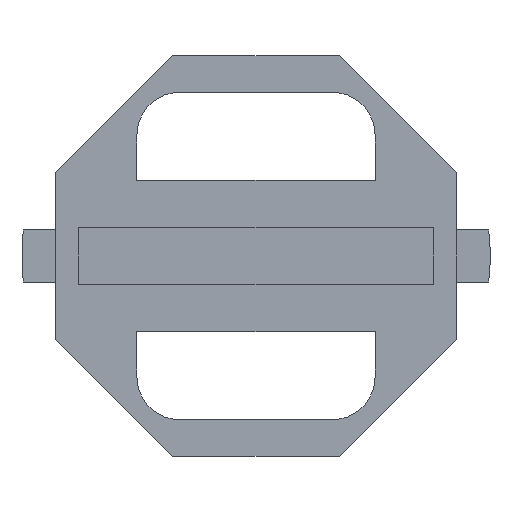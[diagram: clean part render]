
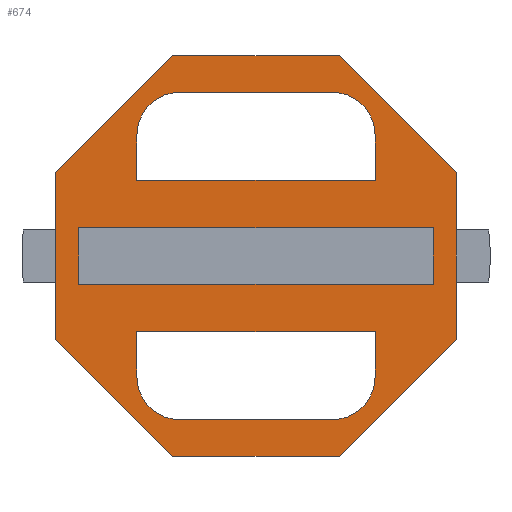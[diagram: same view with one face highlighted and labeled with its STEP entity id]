
A CAD part, front view. The second image highlights one B-rep face of the part: STEP entity #674.
In plain terms, the highlighted planar face has unit normal (0, -1, 0).
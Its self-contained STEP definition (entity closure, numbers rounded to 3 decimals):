
#15=FACE_BOUND('',#86,.T.);
#16=FACE_BOUND('',#87,.T.);
#17=FACE_BOUND('',#88,.T.);
#24=CIRCLE('',#728,1.5);
#25=CIRCLE('',#729,1.5);
#26=CIRCLE('',#730,1.5);
#27=CIRCLE('',#731,1.5);
#50=FACE_OUTER_BOUND('',#85,.T.);
#85=EDGE_LOOP('',(#489,#490,#491,#492,#493,#494,#495,#496));
#86=EDGE_LOOP('',(#497,#498,#499,#500,#501,#502));
#87=EDGE_LOOP('',(#503,#504,#505,#506,#507,#508));
#88=EDGE_LOOP('',(#509,#510,#511,#512));
#131=LINE('',#988,#215);
#135=LINE('',#996,#219);
#138=LINE('',#1002,#222);
#141=LINE('',#1007,#225);
#143=LINE('',#1012,#227);
#144=LINE('',#1014,#228);
#145=LINE('',#1016,#229);
#146=LINE('',#1018,#230);
#147=LINE('',#1020,#231);
#148=LINE('',#1022,#232);
#149=LINE('',#1024,#233);
#150=LINE('',#1025,#234);
#151=LINE('',#1030,#235);
#152=LINE('',#1032,#236);
#153=LINE('',#1034,#237);
#154=LINE('',#1037,#238);
#155=LINE('',#1042,#239);
#156=LINE('',#1044,#240);
#157=LINE('',#1046,#241);
#158=LINE('',#1049,#242);
#215=VECTOR('',#804,10.);
#219=VECTOR('',#810,10.);
#222=VECTOR('',#815,10.);
#225=VECTOR('',#820,10.);
#227=VECTOR('',#824,10.);
#228=VECTOR('',#825,10.);
#229=VECTOR('',#826,10.);
#230=VECTOR('',#827,10.);
#231=VECTOR('',#828,10.);
#232=VECTOR('',#829,10.);
#233=VECTOR('',#830,10.);
#234=VECTOR('',#831,10.);
#235=VECTOR('',#834,10.);
#236=VECTOR('',#835,10.);
#237=VECTOR('',#836,10.);
#238=VECTOR('',#839,10.);
#239=VECTOR('',#842,10.);
#240=VECTOR('',#843,10.);
#241=VECTOR('',#844,10.);
#242=VECTOR('',#847,10.);
#297=VERTEX_POINT('',#986);
#298=VERTEX_POINT('',#987);
#301=VERTEX_POINT('',#995);
#303=VERTEX_POINT('',#1001);
#305=VERTEX_POINT('',#1010);
#306=VERTEX_POINT('',#1011);
#307=VERTEX_POINT('',#1013);
#308=VERTEX_POINT('',#1015);
#309=VERTEX_POINT('',#1017);
#310=VERTEX_POINT('',#1019);
#311=VERTEX_POINT('',#1021);
#312=VERTEX_POINT('',#1023);
#313=VERTEX_POINT('',#1026);
#314=VERTEX_POINT('',#1027);
#315=VERTEX_POINT('',#1029);
#316=VERTEX_POINT('',#1031);
#317=VERTEX_POINT('',#1033);
#318=VERTEX_POINT('',#1035);
#319=VERTEX_POINT('',#1038);
#320=VERTEX_POINT('',#1039);
#321=VERTEX_POINT('',#1041);
#322=VERTEX_POINT('',#1043);
#323=VERTEX_POINT('',#1045);
#324=VERTEX_POINT('',#1047);
#367=EDGE_CURVE('',#297,#298,#131,.F.);
#371=EDGE_CURVE('',#298,#301,#135,.F.);
#374=EDGE_CURVE('',#301,#303,#138,.F.);
#377=EDGE_CURVE('',#303,#297,#141,.F.);
#379=EDGE_CURVE('',#305,#306,#143,.T.);
#380=EDGE_CURVE('',#307,#305,#144,.T.);
#381=EDGE_CURVE('',#308,#307,#145,.T.);
#382=EDGE_CURVE('',#309,#308,#146,.T.);
#383=EDGE_CURVE('',#310,#309,#147,.T.);
#384=EDGE_CURVE('',#311,#310,#148,.T.);
#385=EDGE_CURVE('',#312,#311,#149,.T.);
#386=EDGE_CURVE('',#306,#312,#150,.T.);
#387=EDGE_CURVE('',#313,#314,#24,.T.);
#388=EDGE_CURVE('',#315,#313,#151,.T.);
#389=EDGE_CURVE('',#316,#315,#152,.T.);
#390=EDGE_CURVE('',#317,#316,#153,.T.);
#391=EDGE_CURVE('',#318,#317,#25,.T.);
#392=EDGE_CURVE('',#314,#318,#154,.T.);
#393=EDGE_CURVE('',#319,#320,#26,.T.);
#394=EDGE_CURVE('',#321,#319,#155,.T.);
#395=EDGE_CURVE('',#322,#321,#156,.T.);
#396=EDGE_CURVE('',#323,#322,#157,.T.);
#397=EDGE_CURVE('',#324,#323,#27,.T.);
#398=EDGE_CURVE('',#320,#324,#158,.T.);
#489=ORIENTED_EDGE('',*,*,#379,.F.);
#490=ORIENTED_EDGE('',*,*,#380,.F.);
#491=ORIENTED_EDGE('',*,*,#381,.F.);
#492=ORIENTED_EDGE('',*,*,#382,.F.);
#493=ORIENTED_EDGE('',*,*,#383,.F.);
#494=ORIENTED_EDGE('',*,*,#384,.F.);
#495=ORIENTED_EDGE('',*,*,#385,.F.);
#496=ORIENTED_EDGE('',*,*,#386,.F.);
#497=ORIENTED_EDGE('',*,*,#387,.F.);
#498=ORIENTED_EDGE('',*,*,#388,.F.);
#499=ORIENTED_EDGE('',*,*,#389,.F.);
#500=ORIENTED_EDGE('',*,*,#390,.F.);
#501=ORIENTED_EDGE('',*,*,#391,.F.);
#502=ORIENTED_EDGE('',*,*,#392,.F.);
#503=ORIENTED_EDGE('',*,*,#393,.F.);
#504=ORIENTED_EDGE('',*,*,#394,.F.);
#505=ORIENTED_EDGE('',*,*,#395,.F.);
#506=ORIENTED_EDGE('',*,*,#396,.F.);
#507=ORIENTED_EDGE('',*,*,#397,.F.);
#508=ORIENTED_EDGE('',*,*,#398,.F.);
#509=ORIENTED_EDGE('',*,*,#374,.T.);
#510=ORIENTED_EDGE('',*,*,#377,.T.);
#511=ORIENTED_EDGE('',*,*,#367,.T.);
#512=ORIENTED_EDGE('',*,*,#371,.T.);
#643=PLANE('',#727);
#674=ADVANCED_FACE('',(#50,#15,#16,#17),#643,.F.);
#727=AXIS2_PLACEMENT_3D('',#1009,#822,#823);
#728=AXIS2_PLACEMENT_3D('',#1028,#832,#833);
#729=AXIS2_PLACEMENT_3D('',#1036,#837,#838);
#730=AXIS2_PLACEMENT_3D('',#1040,#840,#841);
#731=AXIS2_PLACEMENT_3D('',#1048,#845,#846);
#804=DIRECTION('',(0.,0.,-1.));
#810=DIRECTION('',(-1.,0.,0.));
#815=DIRECTION('',(0.,0.,1.));
#820=DIRECTION('',(1.,0.,0.));
#822=DIRECTION('center_axis',(0.,1.,0.));
#823=DIRECTION('ref_axis',(0.,0.,1.));
#824=DIRECTION('',(0.,0.,1.));
#825=DIRECTION('',(-0.707,0.,0.707));
#826=DIRECTION('',(-1.,0.,0.));
#827=DIRECTION('',(-0.707,0.,-0.707));
#828=DIRECTION('',(0.,0.,-1.));
#829=DIRECTION('',(0.707,0.,-0.707));
#830=DIRECTION('',(1.,0.,0.));
#831=DIRECTION('',(0.707,0.,0.707));
#832=DIRECTION('center_axis',(0.,-1.,0.));
#833=DIRECTION('ref_axis',(0.707,0.,0.707));
#834=DIRECTION('',(0.,0.,1.));
#835=DIRECTION('',(1.,0.,0.));
#836=DIRECTION('',(0.,0.,-1.));
#837=DIRECTION('center_axis',(0.,-1.,0.));
#838=DIRECTION('ref_axis',(-0.707,0.,0.707));
#839=DIRECTION('',(-1.,0.,0.));
#840=DIRECTION('center_axis',(0.,-1.,0.));
#841=DIRECTION('ref_axis',(-0.707,0.,-0.707));
#842=DIRECTION('',(0.,0.,-1.));
#843=DIRECTION('',(-1.,0.,0.));
#844=DIRECTION('',(0.,0.,1.));
#845=DIRECTION('center_axis',(0.,-1.,0.));
#846=DIRECTION('ref_axis',(0.707,0.,-0.707));
#847=DIRECTION('',(1.,0.,0.));
#986=CARTESIAN_POINT('',(-6.25,44.088,-1.));
#987=CARTESIAN_POINT('',(-6.25,44.088,1.));
#988=CARTESIAN_POINT('',(-6.25,44.088,0.5));
#995=CARTESIAN_POINT('',(6.25,44.088,1.));
#996=CARTESIAN_POINT('',(3.125,44.088,1.));
#1001=CARTESIAN_POINT('',(6.25,44.088,-1.));
#1002=CARTESIAN_POINT('',(6.25,44.088,-0.5));
#1007=CARTESIAN_POINT('',(-3.125,44.088,-1.));
#1009=CARTESIAN_POINT('Origin',(0.,44.088,0.));
#1010=CARTESIAN_POINT('',(-7.071,44.088,-2.929));
#1011=CARTESIAN_POINT('',(-7.071,44.088,2.929));
#1012=CARTESIAN_POINT('',(-7.071,44.088,-1.465));
#1013=CARTESIAN_POINT('',(-2.929,44.088,-7.071));
#1014=CARTESIAN_POINT('',(-3.965,44.088,-6.036));
#1015=CARTESIAN_POINT('',(2.929,44.088,-7.071));
#1016=CARTESIAN_POINT('',(1.465,44.088,-7.071));
#1017=CARTESIAN_POINT('',(7.071,44.088,-2.929));
#1018=CARTESIAN_POINT('',(6.036,44.088,-3.965));
#1019=CARTESIAN_POINT('',(7.071,44.088,2.929));
#1020=CARTESIAN_POINT('',(7.071,44.088,1.465));
#1021=CARTESIAN_POINT('',(2.929,44.088,7.071));
#1022=CARTESIAN_POINT('',(3.965,44.088,6.036));
#1023=CARTESIAN_POINT('',(-2.929,44.088,7.071));
#1024=CARTESIAN_POINT('',(-1.465,44.088,7.071));
#1025=CARTESIAN_POINT('',(-6.036,44.088,3.965));
#1026=CARTESIAN_POINT('',(4.2,44.088,4.27));
#1027=CARTESIAN_POINT('',(2.7,44.088,5.77));
#1028=CARTESIAN_POINT('Origin',(2.7,44.088,4.27));
#1029=CARTESIAN_POINT('',(4.2,44.088,2.67));
#1030=CARTESIAN_POINT('',(4.2,44.088,1.335));
#1031=CARTESIAN_POINT('',(-4.2,44.088,2.67));
#1032=CARTESIAN_POINT('',(-2.1,44.088,2.67));
#1033=CARTESIAN_POINT('',(-4.2,44.088,4.27));
#1034=CARTESIAN_POINT('',(-4.2,44.088,2.885));
#1035=CARTESIAN_POINT('',(-2.7,44.088,5.77));
#1036=CARTESIAN_POINT('Origin',(-2.7,44.088,4.27));
#1037=CARTESIAN_POINT('',(2.1,44.088,5.77));
#1038=CARTESIAN_POINT('',(-4.2,44.088,-4.27));
#1039=CARTESIAN_POINT('',(-2.7,44.088,-5.77));
#1040=CARTESIAN_POINT('Origin',(-2.7,44.088,-4.27));
#1041=CARTESIAN_POINT('',(-4.2,44.088,-2.67));
#1042=CARTESIAN_POINT('',(-4.2,44.088,-1.335));
#1043=CARTESIAN_POINT('',(4.2,44.088,-2.67));
#1044=CARTESIAN_POINT('',(2.1,44.088,-2.67));
#1045=CARTESIAN_POINT('',(4.2,44.088,-4.27));
#1046=CARTESIAN_POINT('',(4.2,44.088,-2.885));
#1047=CARTESIAN_POINT('',(2.7,44.088,-5.77));
#1048=CARTESIAN_POINT('Origin',(2.7,44.088,-4.27));
#1049=CARTESIAN_POINT('',(-2.1,44.088,-5.77));
